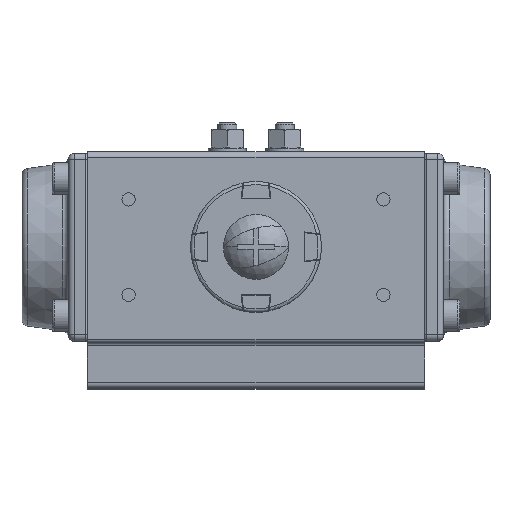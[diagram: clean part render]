
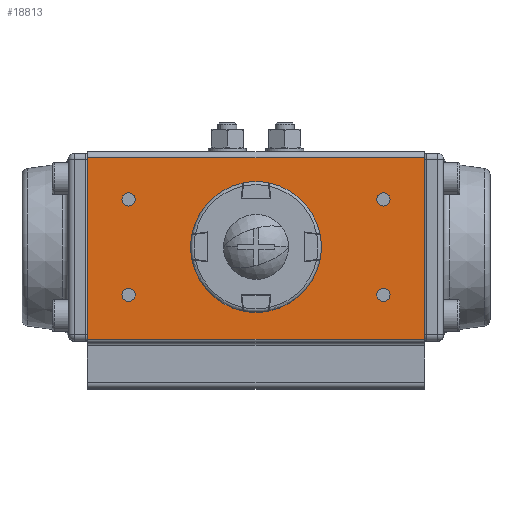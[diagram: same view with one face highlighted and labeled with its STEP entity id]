
A CAD part, top view. The second image highlights one B-rep face of the part: STEP entity #18813.
In plain terms, the highlighted planar face has unit normal (0, 0, 1).
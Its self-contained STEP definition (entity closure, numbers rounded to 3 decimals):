
#18674=CARTESIAN_POINT('',(-53.,28.,105.5));
#18675=DIRECTION('',(-0.,0.,-1.));
#18676=DIRECTION('',(1.,-0.,-0.));
#18677=AXIS2_PLACEMENT_3D('',#18674,#18675,#18676);
#18678=PLANE('',#18677);
#18679=CARTESIAN_POINT('',(37.9,15.,105.5));
#18680=VERTEX_POINT('',#18679);
#18681=CARTESIAN_POINT('',(42.1,15.,105.5));
#18682=VERTEX_POINT('',#18681);
#18683=CARTESIAN_POINT('',(40.,15.,105.5));
#18684=DIRECTION('',(0.,-0.,1.));
#18685=DIRECTION('',(-1.,0.,0.));
#18686=AXIS2_PLACEMENT_3D('',#18683,#18684,#18685);
#18687=CIRCLE('',#18686,2.1);
#18688=EDGE_CURVE('NONE',#18680,#18682,#18687,.T.);
#18689=ORIENTED_EDGE('',*,*,#18688,.F.);
#18690=CARTESIAN_POINT('',(40.,15.,105.5));
#18691=DIRECTION('',(0.,-0.,1.));
#18692=DIRECTION('',(-1.,0.,0.));
#18693=AXIS2_PLACEMENT_3D('',#18690,#18691,#18692);
#18694=CIRCLE('',#18693,2.1);
#18695=EDGE_CURVE('NONE',#18682,#18680,#18694,.T.);
#18696=ORIENTED_EDGE('',*,*,#18695,.F.);
#18697=EDGE_LOOP('',(#18689,#18696));
#18698=FACE_BOUND('',#18697,.T.);
#18699=CARTESIAN_POINT('',(37.9,-15.,105.5));
#18700=VERTEX_POINT('',#18699);
#18701=CARTESIAN_POINT('',(42.1,-15.,105.5));
#18702=VERTEX_POINT('',#18701);
#18703=CARTESIAN_POINT('',(40.,-15.,105.5));
#18704=DIRECTION('',(0.,-0.,1.));
#18705=DIRECTION('',(-1.,0.,0.));
#18706=AXIS2_PLACEMENT_3D('',#18703,#18704,#18705);
#18707=CIRCLE('',#18706,2.1);
#18708=EDGE_CURVE('NONE',#18700,#18702,#18707,.T.);
#18709=ORIENTED_EDGE('',*,*,#18708,.F.);
#18710=CARTESIAN_POINT('',(40.,-15.,105.5));
#18711=DIRECTION('',(0.,-0.,1.));
#18712=DIRECTION('',(-1.,0.,0.));
#18713=AXIS2_PLACEMENT_3D('',#18710,#18711,#18712);
#18714=CIRCLE('',#18713,2.1);
#18715=EDGE_CURVE('NONE',#18702,#18700,#18714,.T.);
#18716=ORIENTED_EDGE('',*,*,#18715,.F.);
#18717=EDGE_LOOP('',(#18709,#18716));
#18718=FACE_BOUND('',#18717,.T.);
#18719=CARTESIAN_POINT('',(-42.1,-15.,105.5));
#18720=VERTEX_POINT('',#18719);
#18721=CARTESIAN_POINT('',(-37.9,-15.,105.5));
#18722=VERTEX_POINT('',#18721);
#18723=CARTESIAN_POINT('',(-40.,-15.,105.5));
#18724=DIRECTION('',(0.,-0.,1.));
#18725=DIRECTION('',(-1.,0.,0.));
#18726=AXIS2_PLACEMENT_3D('',#18723,#18724,#18725);
#18727=CIRCLE('',#18726,2.1);
#18728=EDGE_CURVE('NONE',#18720,#18722,#18727,.T.);
#18729=ORIENTED_EDGE('',*,*,#18728,.F.);
#18730=CARTESIAN_POINT('',(-40.,-15.,105.5));
#18731=DIRECTION('',(0.,-0.,1.));
#18732=DIRECTION('',(-1.,0.,0.));
#18733=AXIS2_PLACEMENT_3D('',#18730,#18731,#18732);
#18734=CIRCLE('',#18733,2.1);
#18735=EDGE_CURVE('NONE',#18722,#18720,#18734,.T.);
#18736=ORIENTED_EDGE('',*,*,#18735,.F.);
#18737=EDGE_LOOP('',(#18729,#18736));
#18738=FACE_BOUND('',#18737,.T.);
#18739=CARTESIAN_POINT('',(-42.1,15.,105.5));
#18740=VERTEX_POINT('',#18739);
#18741=CARTESIAN_POINT('',(-37.9,15.,105.5));
#18742=VERTEX_POINT('',#18741);
#18743=CARTESIAN_POINT('',(-40.,15.,105.5));
#18744=DIRECTION('',(0.,-0.,1.));
#18745=DIRECTION('',(-1.,0.,0.));
#18746=AXIS2_PLACEMENT_3D('',#18743,#18744,#18745);
#18747=CIRCLE('',#18746,2.1);
#18748=EDGE_CURVE('NONE',#18740,#18742,#18747,.T.);
#18749=ORIENTED_EDGE('',*,*,#18748,.F.);
#18750=CARTESIAN_POINT('',(-40.,15.,105.5));
#18751=DIRECTION('',(0.,-0.,1.));
#18752=DIRECTION('',(-1.,0.,0.));
#18753=AXIS2_PLACEMENT_3D('',#18750,#18751,#18752);
#18754=CIRCLE('',#18753,2.1);
#18755=EDGE_CURVE('NONE',#18742,#18740,#18754,.T.);
#18756=ORIENTED_EDGE('',*,*,#18755,.F.);
#18757=EDGE_LOOP('',(#18749,#18756));
#18758=FACE_BOUND('',#18757,.T.);
#18759=CARTESIAN_POINT('',(-52.786,-29.,105.5));
#18760=VERTEX_POINT('',#18759);
#18761=CARTESIAN_POINT('',(52.786,-29.,105.5));
#18762=VERTEX_POINT('',#18761);
#18763=CARTESIAN_POINT('',(-52.786,-29.,105.5));
#18764=DIRECTION('',(1.,-0.,-0.));
#18765=VECTOR('',#18764,105.573);
#18766=LINE('',#18763,#18765);
#18767=EDGE_CURVE('',#18760,#18762,#18766,.T.);
#18768=ORIENTED_EDGE('',*,*,#18767,.T.);
#18769=CARTESIAN_POINT('',(52.786,28.,105.5));
#18770=VERTEX_POINT('',#18769);
#18771=CARTESIAN_POINT('',(52.786,-29.,105.5));
#18772=DIRECTION('',(0.,1.,0.));
#18773=VECTOR('',#18772,57.);
#18774=LINE('',#18771,#18773);
#18775=EDGE_CURVE('',#18762,#18770,#18774,.T.);
#18776=ORIENTED_EDGE('',*,*,#18775,.T.);
#18777=CARTESIAN_POINT('',(-52.786,28.,105.5));
#18778=VERTEX_POINT('',#18777);
#18779=CARTESIAN_POINT('',(-52.786,28.,105.5));
#18780=DIRECTION('',(1.,-0.,-0.));
#18781=VECTOR('',#18780,105.573);
#18782=LINE('',#18779,#18781);
#18783=EDGE_CURVE('',#18778,#18770,#18782,.T.);
#18784=ORIENTED_EDGE('',*,*,#18783,.F.);
#18785=CARTESIAN_POINT('',(-52.786,28.,105.5));
#18786=DIRECTION('',(-0.,-1.,-0.));
#18787=VECTOR('',#18786,57.);
#18788=LINE('',#18785,#18787);
#18789=EDGE_CURVE('',#18778,#18760,#18788,.T.);
#18790=ORIENTED_EDGE('',*,*,#18789,.T.);
#18791=EDGE_LOOP('',(#18768,#18776,#18784,#18790));
#18792=FACE_BOUND('',#18791,.T.);
#18793=CARTESIAN_POINT('',(-7.,-0.,105.5));
#18794=VERTEX_POINT('',#18793);
#18795=CARTESIAN_POINT('',(7.,-0.,105.5));
#18796=VERTEX_POINT('',#18795);
#18797=CARTESIAN_POINT('',(-0.,-0.,105.5));
#18798=DIRECTION('',(-0.,0.,-1.));
#18799=DIRECTION('',(-1.,0.,0.));
#18800=AXIS2_PLACEMENT_3D('',#18797,#18798,#18799);
#18801=CIRCLE('',#18800,7.);
#18802=EDGE_CURVE('',#18794,#18796,#18801,.T.);
#18803=ORIENTED_EDGE('',*,*,#18802,.T.);
#18804=CARTESIAN_POINT('',(-0.,-0.,105.5));
#18805=DIRECTION('',(-0.,0.,-1.));
#18806=DIRECTION('',(-1.,0.,0.));
#18807=AXIS2_PLACEMENT_3D('',#18804,#18805,#18806);
#18808=CIRCLE('',#18807,7.);
#18809=EDGE_CURVE('',#18796,#18794,#18808,.T.);
#18810=ORIENTED_EDGE('',*,*,#18809,.T.);
#18811=EDGE_LOOP('',(#18803,#18810));
#18812=FACE_BOUND('',#18811,.T.);
#18813=ADVANCED_FACE('',(#18698,#18718,#18738,#18758,#18792,#18812),#18678,.F.);
